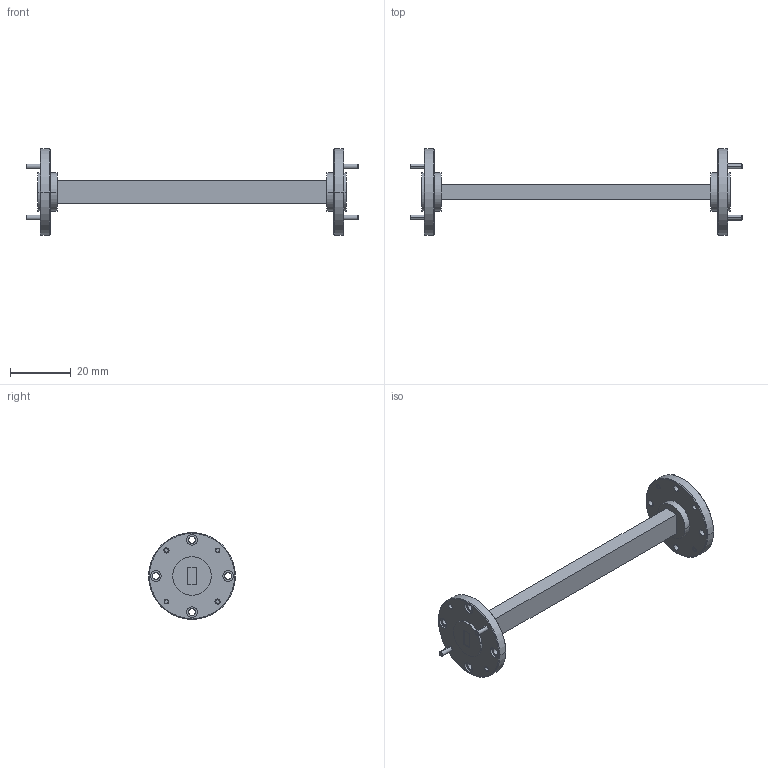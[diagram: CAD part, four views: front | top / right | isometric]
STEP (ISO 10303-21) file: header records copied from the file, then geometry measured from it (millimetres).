
FILE_DESCRIPTION (( 'STEP AP203' ), '1' );
FILE_NAME ('SWG-22040-FB.STEP', '2021-07-02T16:58:22', ( '' ), ( '' ), 'SwSTEP 2.0', 'SolidWorks 2021', '' );
FILE_SCHEMA (( 'CONFIG_CONTROL_DESIGN' ));
Length unit declared in the file: inch
Products named in the file (1): SWG-22040-FB
Bounding box: 109.35 x 28.57 x 28.57 mm (x, y, z)
Volume: 8200.2 mm3; surface area: 5941.2 mm2
Topology: 5 solids, 5 shells, 130 faces, 288 edges, 184 vertices
Faces by surface type: cylinder 68, plane 38, cone 24
Entity records: 3775 total; most frequent: DIRECTION 710, CARTESIAN_POINT 603, ORIENTED_EDGE 576, AXIS2_PLACEMENT_3D 291, EDGE_CURVE 288, VERTEX_POINT 184, EDGE_LOOP 178, CIRCLE 160
